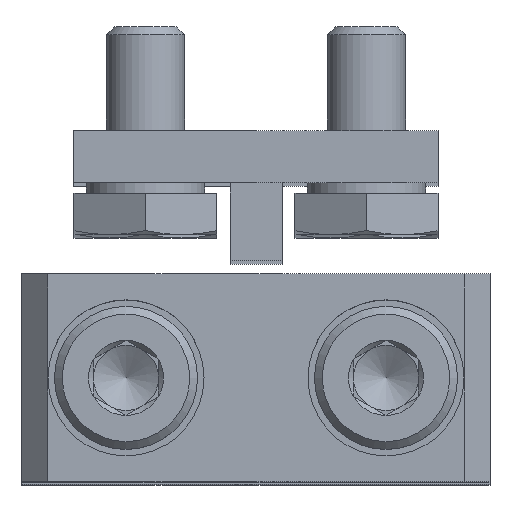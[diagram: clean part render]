
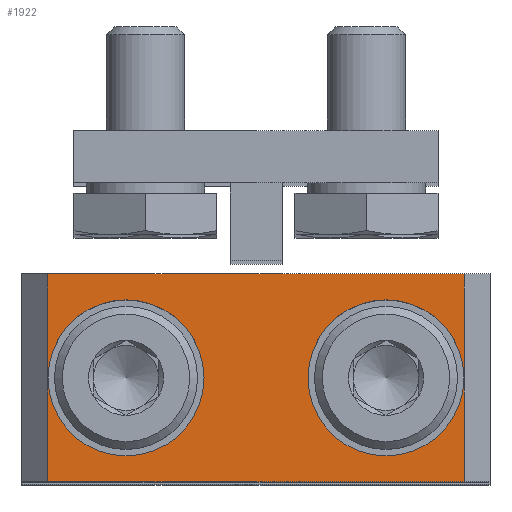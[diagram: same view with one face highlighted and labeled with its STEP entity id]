
A CAD part, top view. The second image highlights one B-rep face of the part: STEP entity #1922.
In plain terms, the highlighted planar face has unit normal (0, 0, 1).
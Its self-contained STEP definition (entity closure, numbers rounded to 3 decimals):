
#158=CIRCLE('',#2129,3.);
#159=CIRCLE('',#2130,3.);
#277=ORIENTED_EDGE('',*,*,#779,.T.);
#278=ORIENTED_EDGE('',*,*,#780,.F.);
#279=ORIENTED_EDGE('',*,*,#778,.T.);
#280=ORIENTED_EDGE('',*,*,#772,.T.);
#281=ORIENTED_EDGE('',*,*,#781,.F.);
#282=ORIENTED_EDGE('',*,*,#782,.F.);
#283=ORIENTED_EDGE('',*,*,#783,.F.);
#284=ORIENTED_EDGE('',*,*,#765,.F.);
#765=EDGE_CURVE('',#1020,#1021,#1190,.T.);
#772=EDGE_CURVE('',#1025,#1024,#1196,.T.);
#778=EDGE_CURVE('',#1028,#1025,#1202,.T.);
#779=EDGE_CURVE('',#1020,#1028,#1203,.T.);
#780=EDGE_CURVE('',#1028,#1028,#158,.F.);
#781=EDGE_CURVE('',#1029,#1024,#1204,.T.);
#782=EDGE_CURVE('',#1029,#1029,#159,.T.);
#783=EDGE_CURVE('',#1021,#1029,#1205,.T.);
#1020=VERTEX_POINT('',#2983);
#1021=VERTEX_POINT('',#2985);
#1024=VERTEX_POINT('',#2995);
#1025=VERTEX_POINT('',#2997);
#1028=VERTEX_POINT('',#3008);
#1029=VERTEX_POINT('',#3013);
#1190=LINE('',#2984,#1338);
#1196=LINE('',#2996,#1344);
#1202=LINE('',#3007,#1350);
#1203=LINE('',#3009,#1351);
#1204=LINE('',#3012,#1352);
#1205=LINE('',#3015,#1353);
#1338=VECTOR('',#2370,1000.);
#1344=VECTOR('',#2380,1000.);
#1350=VECTOR('',#2390,1000.);
#1351=VECTOR('',#2391,1000.);
#1352=VECTOR('',#2396,1000.);
#1353=VECTOR('',#2399,1000.);
#1480=EDGE_LOOP('',(#277,#278,#279,#280,#281,#282,#283,#284));
#1660=FACE_BOUND('',#1480,.T.);
#1842=PLANE('',#2128);
#1922=ADVANCED_FACE('',(#1660),#1842,.F.);
#2128=AXIS2_PLACEMENT_3D('',#3010,#2392,#2393);
#2129=AXIS2_PLACEMENT_3D('',#3011,#2394,#2395);
#2130=AXIS2_PLACEMENT_3D('',#3014,#2397,#2398);
#2370=DIRECTION('',(1.,0.,0.));
#2380=DIRECTION('',(1.,0.,0.));
#2390=DIRECTION('',(0.,-1.,0.));
#2391=DIRECTION('',(0.,-1.,0.));
#2392=DIRECTION('',(0.,0.,-1.));
#2393=DIRECTION('',(-1.,0.,0.));
#2394=DIRECTION('',(0.,0.,-1.));
#2395=DIRECTION('',(-1.,0.,0.));
#2396=DIRECTION('',(0.,-1.,0.));
#2397=DIRECTION('',(0.,0.,1.));
#2398=DIRECTION('',(1.,0.,0.));
#2399=DIRECTION('',(0.,-1.,0.));
#2983=CARTESIAN_POINT('',(1.,8.,13.));
#2984=CARTESIAN_POINT('',(1.,8.,13.));
#2985=CARTESIAN_POINT('',(17.,8.,13.));
#2995=CARTESIAN_POINT('',(17.,0.,13.));
#2996=CARTESIAN_POINT('',(1.,0.,13.));
#2997=CARTESIAN_POINT('',(1.,0.,13.));
#3007=CARTESIAN_POINT('',(1.,8.,13.));
#3008=CARTESIAN_POINT('',(1.,4.,13.));
#3009=CARTESIAN_POINT('',(1.,8.,13.));
#3010=CARTESIAN_POINT('',(1.,8.,13.));
#3011=CARTESIAN_POINT('',(4.,4.,13.));
#3012=CARTESIAN_POINT('',(17.,8.,13.));
#3013=CARTESIAN_POINT('',(17.,4.,13.));
#3014=CARTESIAN_POINT('',(14.,4.,13.));
#3015=CARTESIAN_POINT('',(17.,8.,13.));
